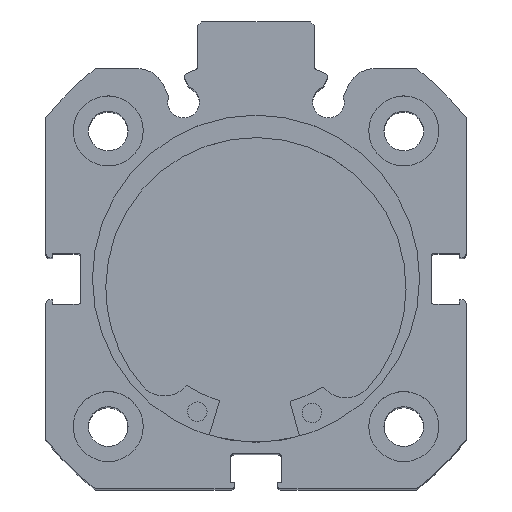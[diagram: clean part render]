
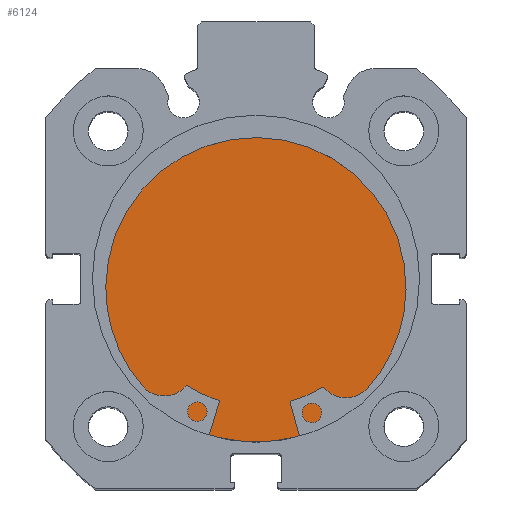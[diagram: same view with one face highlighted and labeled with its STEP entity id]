
A CAD part, top view. The second image highlights one B-rep face of the part: STEP entity #6124.
In plain terms, the highlighted face is planar.
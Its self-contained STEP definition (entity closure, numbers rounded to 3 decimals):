
#10 = CIRCLE ( 'NONE', #6531, 21. ) ;
#142 = CIRCLE ( 'NONE', #6577, 21. ) ;
#454 = FACE_OUTER_BOUND ( 'NONE', #5258, .T. ) ;
#1153 = CARTESIAN_POINT ( 'NONE',  ( 8.5, 21., 0. ) ) ;
#1154 = PLANE ( 'NONE',  #6740 ) ;
#1156 = DIRECTION ( 'NONE',  ( -1., 0., 0. ) ) ;
#1157 = DIRECTION ( 'NONE',  ( 0., 0., 1. ) ) ;
#2264 = EDGE_CURVE ( 'NONE', #5500, #5501, #10, .T. ) ;
#2355 = EDGE_CURVE ( 'NONE', #5501, #5500, #142, .T. ) ;
#2498 = ORIENTED_EDGE ( 'NONE', *, *, #2264, .F. ) ;
#2499 = ORIENTED_EDGE ( 'NONE', *, *, #2355, .F. ) ;
#4082 = CARTESIAN_POINT ( 'NONE',  ( 8.5, 0., 0. ) ) ;
#4084 = DIRECTION ( 'NONE',  ( -1., 0., 0. ) ) ;
#4085 = DIRECTION ( 'NONE',  ( 0., 0., 1. ) ) ;
#4323 = CARTESIAN_POINT ( 'NONE',  ( 8.5, 0., 0. ) ) ;
#4335 = DIRECTION ( 'NONE',  ( -1., 0., 0. ) ) ;
#4336 = DIRECTION ( 'NONE',  ( 0., 0., 1. ) ) ;
#4622 = CARTESIAN_POINT ( 'NONE',  ( 8.5, 0., -21. ) ) ;
#4624 = CARTESIAN_POINT ( 'NONE',  ( 8.5, 0., 21. ) ) ;
#5258 = EDGE_LOOP ( 'NONE', ( #2499, #2498 ) ) ;
#5500 = VERTEX_POINT ( 'NONE', #4622 ) ;
#5501 = VERTEX_POINT ( 'NONE', #4624 ) ;
#6124 = ADVANCED_FACE ( 'NONE', ( #454 ), #1154, .F. ) ;
#6531 = AXIS2_PLACEMENT_3D ( 'NONE', #4082, #4084, #4085 ) ;
#6577 = AXIS2_PLACEMENT_3D ( 'NONE', #4323, #4335, #4336 ) ;
#6740 = AXIS2_PLACEMENT_3D ( 'NONE', #1153, #1156, #1157 ) ;
